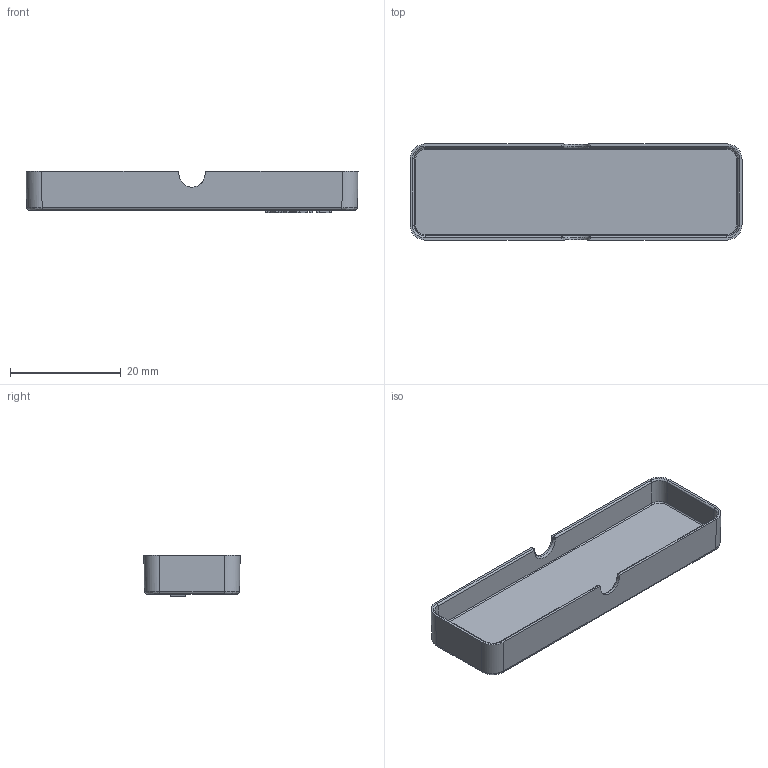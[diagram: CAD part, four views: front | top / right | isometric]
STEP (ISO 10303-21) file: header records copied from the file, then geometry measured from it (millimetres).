
FILE_DESCRIPTION((''),'2;1');
FILE_NAME('DUST-CAP','2020-11-10T11:12:36',('xl.su'),(''),'CREO PARAMETRIC BY PTC INC, 2017110','CREO PARAMETRIC BY PTC INC, 2017110','');
FILE_SCHEMA(('CONFIG_CONTROL_DESIGN'));
Length unit declared in the file: millimetre
Products named in the file (1): DUST-CAP
Bounding box: 60 x 17.4 x 7.45 mm (x, y, z)
Volume: 2544 mm3; surface area: 3748.2 mm2
Topology: 1 solids, 1 shells, 126 faces, 314 edges, 196 vertices
Faces by surface type: plane 64, cylinder 36, bspline 14, extrusion 8, sphere 4
Entity records: 4734 total; most frequent: CARTESIAN_POINT 1830, ORIENTED_EDGE 628, DIRECTION 524, EDGE_CURVE 314, VECTOR 220, LINE 212, VERTEX_POINT 196, AXIS2_PLACEMENT_3D 152
